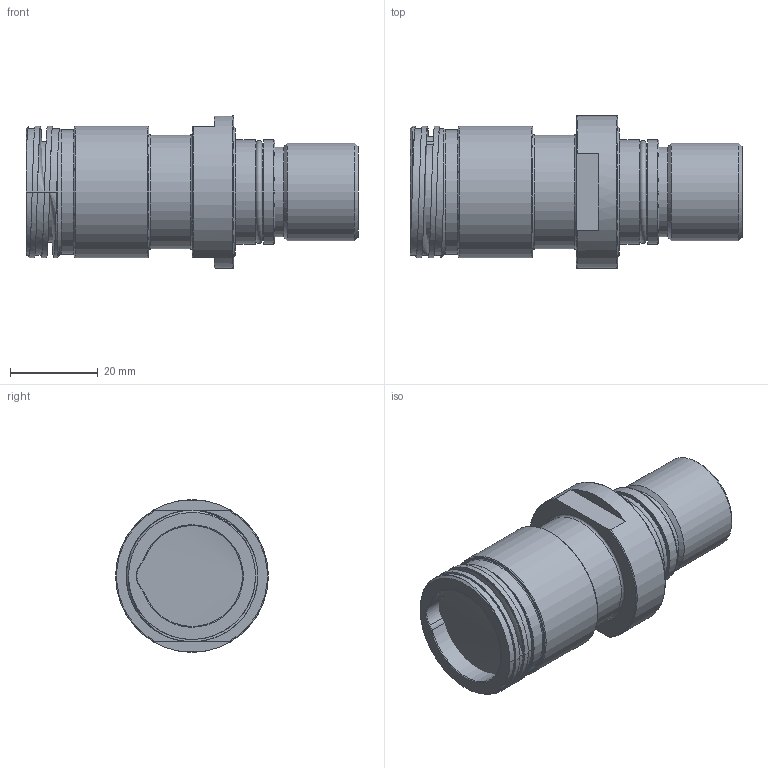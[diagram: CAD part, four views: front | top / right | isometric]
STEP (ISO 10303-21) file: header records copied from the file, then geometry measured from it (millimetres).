
FILE_DESCRIPTION(/* description */ (''),/* implementation_level */ '2;1');
FILE_NAME(/* name */ 'TrustLink MS BCR SB 19 F.stp',/* time_stamp */ '2021-03-11T10:29:41+01:00',/* author */ ('sh'),/* organization */ (''),/* preprocessor_version */ 'ST-DEVELOPER v17.2',/* originating_system */ 'Autodesk Inventor 2019',/* authorisation */ '');
FILE_SCHEMA (('AUTOMOTIVE_DESIGN { 1 0 10303 214 3 1 1 }'));
Length unit declared in the file: millimetre
Products named in the file (1): TrustLink MS BCR SB 19 F
Bounding box: 75.8 x 34.8 x 34.8 mm (x, y, z)
Volume: 29064.3 mm3; surface area: 17868.6 mm2
Topology: 2 solids, 2 shells, 1322 faces, 3546 edges, 2260 vertices
Faces by surface type: plane 512, cylinder 439, cone 177, bspline 114, torus 80
Full cylindrical faces by diameter (mm): 0.5 x19, 1.05 x19, 1.1 x19, 1.12 x19, 1.32 x19, 1.6 x19, 1.75 x19, 1.78 x19, 1.8 x38, 1.98 x19, 2.4 x19, 16 x1, 19 x1, 20 x1, 20.5 x2, 21.9 x2, 22.225 x1, 23 x2, 23.749 x2, 25.2 x4, 26 x1, 27 x2, 28.5 x1, 29 x3, 30 x3, 30.8 x1, 34.8 x1
Entity records: 46857 total; most frequent: CARTESIAN_POINT 12472, ORIENTED_EDGE 7016, DIRECTION 6858, EDGE_CURVE 3508, AXIS2_PLACEMENT_3D 2656, VERTEX_POINT 2260, LINE 1546, VECTOR 1546
